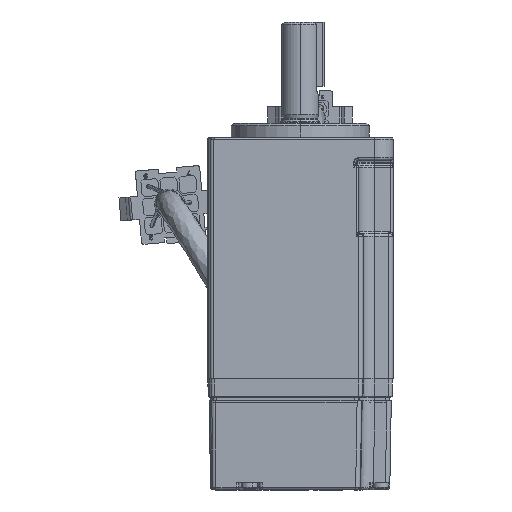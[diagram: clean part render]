
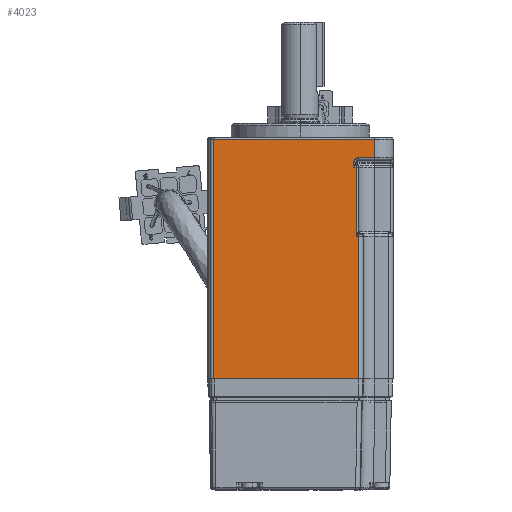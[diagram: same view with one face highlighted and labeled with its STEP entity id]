
A CAD part, front view. The second image highlights one B-rep face of the part: STEP entity #4023.
In plain terms, the highlighted planar face has unit normal (0, -1, 0).
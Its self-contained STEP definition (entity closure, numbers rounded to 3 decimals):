
#282 = EDGE_CURVE ( 'NONE', #4965, #22396, #20085, .T. ) ;
#762 = DIRECTION ( 'NONE',  ( -1., 0., 0. ) ) ;
#1271 = CARTESIAN_POINT ( 'NONE',  ( 16.15, -20.15, -3.507 ) ) ;
#1420 = ORIENTED_EDGE ( 'NONE', *, *, #26920, .T. ) ;
#2022 = VERTEX_POINT ( 'NONE', #12107 ) ;
#2865 = CARTESIAN_POINT ( 'NONE',  ( 12.143, -20.15, -9.5 ) ) ;
#3124 = CARTESIAN_POINT ( 'NONE',  ( 20.15, -20.15, -9.5 ) ) ;
#3126 = CARTESIAN_POINT ( 'NONE',  ( -18.675, -20.15, -3.507 ) ) ;
#3256 = CARTESIAN_POINT ( 'NONE',  ( -18.736, -20.15, -3.51 ) ) ;
#3495 = VERTEX_POINT ( 'NONE', #25930 ) ;
#4023 = ADVANCED_FACE ( 'NONE', ( #13590 ), #4047, .T. ) ;
#4047 = PLANE ( 'NONE',  #5691 ) ;
#4659 = VECTOR ( 'NONE', #19216, 1000. ) ;
#4965 = VERTEX_POINT ( 'NONE', #1271 ) ;
#5412 = EDGE_CURVE ( 'NONE', #3495, #41785, #6235, .T. ) ;
#5691 = AXIS2_PLACEMENT_3D ( 'NONE', #12127, #13841, #11433 ) ;
#6235 = LINE ( 'NONE', #8628, #11913 ) ;
#6438 = EDGE_CURVE ( 'NONE', #13678, #8139, #15902, .T. ) ;
#6902 = VECTOR ( 'NONE', #29492, 1000. ) ;
#7139 = ORIENTED_EDGE ( 'NONE', *, *, #35879, .T. ) ;
#8139 = VERTEX_POINT ( 'NONE', #41651 ) ;
#8628 = CARTESIAN_POINT ( 'NONE',  ( 20.15, -20.15, -24.5 ) ) ;
#8921 = ORIENTED_EDGE ( 'NONE', *, *, #29481, .T. ) ;
#9364 = CARTESIAN_POINT ( 'NONE',  ( 12.143, -20.15, -24.5 ) ) ;
#9816 = VERTEX_POINT ( 'NONE', #15654 ) ;
#9935 = EDGE_CURVE ( 'NONE', #19818, #8139, #19852, .T. ) ;
#10406 = ORIENTED_EDGE ( 'NONE', *, *, #16095, .T. ) ;
#11125 = VECTOR ( 'NONE', #32892, 1000. ) ;
#11433 = DIRECTION ( 'NONE',  ( 1., 0., 0. ) ) ;
#11913 = VECTOR ( 'NONE', #41268, 1000. ) ;
#12002 = CARTESIAN_POINT ( 'NONE',  ( 20.15, -20.15, -3.507 ) ) ;
#12107 = CARTESIAN_POINT ( 'NONE',  ( 12.643, -20.15, -7.5 ) ) ;
#12116 = CARTESIAN_POINT ( 'NONE',  ( 12.661, -20.15, -24. ) ) ;
#12127 = CARTESIAN_POINT ( 'NONE',  ( 20.15, -20.15, -55.8 ) ) ;
#12619 = CARTESIAN_POINT ( 'NONE',  ( 11.642, -20.15, -8.5 ) ) ;
#13590 = FACE_OUTER_BOUND ( 'NONE', #24554, .T. ) ;
#13678 = VERTEX_POINT ( 'NONE', #32950 ) ;
#13721 = LINE ( 'NONE', #3124, #11125 ) ;
#13841 = DIRECTION ( 'NONE',  ( 0., -1., 0. ) ) ;
#14121 = ORIENTED_EDGE ( 'NONE', *, *, #6438, .T. ) ;
#14496 = LINE ( 'NONE', #16309, #4659 ) ;
#15127 = LINE ( 'NONE', #39549, #6902 ) ;
#15296 = ORIENTED_EDGE ( 'NONE', *, *, #282, .T. ) ;
#15299 = DIRECTION ( 'NONE',  ( -1., 0., 0. ) ) ;
#15306 = VERTEX_POINT ( 'NONE', #20617 ) ;
#15654 = CARTESIAN_POINT ( 'NONE',  ( 16.15, -20.15, -7.5 ) ) ;
#15902 = LINE ( 'NONE', #34756, #35591 ) ;
#16095 = EDGE_CURVE ( 'NONE', #9816, #4965, #37277, .T. ) ;
#16309 = CARTESIAN_POINT ( 'NONE',  ( 16.15, -20.15, -7.5 ) ) ;
#16702 = DIRECTION ( 'NONE',  ( 0., 0., 1. ) ) ;
#18271 = DIRECTION ( 'NONE',  ( 0., 0., -1. ) ) ;
#18725 = CARTESIAN_POINT ( 'NONE',  ( 16.15, -20.15, -55.8 ) ) ;
#19216 = DIRECTION ( 'NONE',  ( 1., 0., 0. ) ) ;
#19218 = EDGE_CURVE ( 'NONE', #41785, #33192, #42251, .T. ) ;
#19688 = VECTOR ( 'NONE', #31327, 1000. ) ;
#19818 = VERTEX_POINT ( 'NONE', #29833 ) ;
#19852 = LINE ( 'NONE', #40071, #36418 ) ;
#20085 = LINE ( 'NONE', #12002, #38693 ) ;
#20617 = CARTESIAN_POINT ( 'NONE',  ( 11.642, -20.15, -9.5 ) ) ;
#20836 = ORIENTED_EDGE ( 'NONE', *, *, #31848, .T. ) ;
#21301 =( BOUNDED_CURVE ( )  B_SPLINE_CURVE ( 3, ( #12619, #39738, #29946, #22858 ),
 .UNSPECIFIED., .F., .F. ) 
 B_SPLINE_CURVE_WITH_KNOTS ( ( 4, 4 ),
 ( 3.142, 4.712 ),
 .UNSPECIFIED. ) 
 CURVE ( )  GEOMETRIC_REPRESENTATION_ITEM ( )  RATIONAL_B_SPLINE_CURVE ( ( 1., 0.805, 0.805, 1. ) ) 
 REPRESENTATION_ITEM ( '' )  );
#22396 = VERTEX_POINT ( 'NONE', #42001 ) ;
#22570 = LINE ( 'NONE', #12116, #33959 ) ;
#22812 = CARTESIAN_POINT ( 'NONE',  ( 12.143, -20.15, -9. ) ) ;
#22858 = CARTESIAN_POINT ( 'NONE',  ( 12.643, -20.15, -7.5 ) ) ;
#24554 = EDGE_LOOP ( 'NONE', ( #27126, #20836, #41585, #42542, #29767, #1420, #8921, #31489, #10406, #15296, #7139, #14121 ) ) ;
#24648 = VECTOR ( 'NONE', #16702, 1000. ) ;
#25930 = CARTESIAN_POINT ( 'NONE',  ( 12.661, -20.15, -24.5 ) ) ;
#26463 = VERTEX_POINT ( 'NONE', #39902 ) ;
#26920 = EDGE_CURVE ( 'NONE', #15306, #26463, #15127, .T. ) ;
#27126 = ORIENTED_EDGE ( 'NONE', *, *, #9935, .F. ) ;
#29481 = EDGE_CURVE ( 'NONE', #26463, #2022, #21301, .T. ) ;
#29492 = DIRECTION ( 'NONE',  ( 0., 0., 1. ) ) ;
#29570 = CARTESIAN_POINT ( 'NONE',  ( -18.695, -20.15, -3.507 ) ) ;
#29767 = ORIENTED_EDGE ( 'NONE', *, *, #41874, .T. ) ;
#29781 =( BOUNDED_CURVE ( )  B_SPLINE_CURVE ( 3, ( #3126, #29570, #32896, #3256 ),
 .UNSPECIFIED., .F., .F. ) 
 B_SPLINE_CURVE_WITH_KNOTS ( ( 4, 4 ),
 ( 3.665, 3.761 ),
 .UNSPECIFIED. ) 
 CURVE ( )  GEOMETRIC_REPRESENTATION_ITEM ( )  RATIONAL_B_SPLINE_CURVE ( ( 1., 0.999, 0.999, 1. ) ) 
 REPRESENTATION_ITEM ( '' )  );
#29833 = CARTESIAN_POINT ( 'NONE',  ( 12.661, -20.15, -55.5 ) ) ;
#29946 = CARTESIAN_POINT ( 'NONE',  ( 12.057, -20.15, -7.5 ) ) ;
#31327 = DIRECTION ( 'NONE',  ( 0., 0., 1. ) ) ;
#31489 = ORIENTED_EDGE ( 'NONE', *, *, #36748, .T. ) ;
#31848 = EDGE_CURVE ( 'NONE', #19818, #3495, #22570, .T. ) ;
#32892 = DIRECTION ( 'NONE',  ( -1., 0., 0. ) ) ;
#32896 = CARTESIAN_POINT ( 'NONE',  ( -18.715, -20.15, -3.508 ) ) ;
#32950 = CARTESIAN_POINT ( 'NONE',  ( -18.736, -20.15, -3.51 ) ) ;
#33192 = VERTEX_POINT ( 'NONE', #2865 ) ;
#33959 = VECTOR ( 'NONE', #35242, 1000. ) ;
#34756 = CARTESIAN_POINT ( 'NONE',  ( -18.736, -20.15, -55.8 ) ) ;
#35242 = DIRECTION ( 'NONE',  ( 0., 0., 1. ) ) ;
#35591 = VECTOR ( 'NONE', #18271, 1000. ) ;
#35879 = EDGE_CURVE ( 'NONE', #22396, #13678, #29781, .T. ) ;
#36418 = VECTOR ( 'NONE', #762, 1000. ) ;
#36748 = EDGE_CURVE ( 'NONE', #2022, #9816, #14496, .T. ) ;
#37277 = LINE ( 'NONE', #18725, #19688 ) ;
#38693 = VECTOR ( 'NONE', #15299, 1000. ) ;
#39549 = CARTESIAN_POINT ( 'NONE',  ( 11.642, -20.15, -8. ) ) ;
#39738 = CARTESIAN_POINT ( 'NONE',  ( 11.642, -20.15, -7.914 ) ) ;
#39902 = CARTESIAN_POINT ( 'NONE',  ( 11.642, -20.15, -8.5 ) ) ;
#40071 = CARTESIAN_POINT ( 'NONE',  ( 20.15, -20.15, -55.5 ) ) ;
#41268 = DIRECTION ( 'NONE',  ( -1., 0., 0. ) ) ;
#41585 = ORIENTED_EDGE ( 'NONE', *, *, #5412, .T. ) ;
#41651 = CARTESIAN_POINT ( 'NONE',  ( -18.736, -20.15, -55.5 ) ) ;
#41785 = VERTEX_POINT ( 'NONE', #9364 ) ;
#41874 = EDGE_CURVE ( 'NONE', #33192, #15306, #13721, .T. ) ;
#42001 = CARTESIAN_POINT ( 'NONE',  ( -18.675, -20.15, -3.507 ) ) ;
#42251 = LINE ( 'NONE', #22812, #24648 ) ;
#42542 = ORIENTED_EDGE ( 'NONE', *, *, #19218, .T. ) ;
